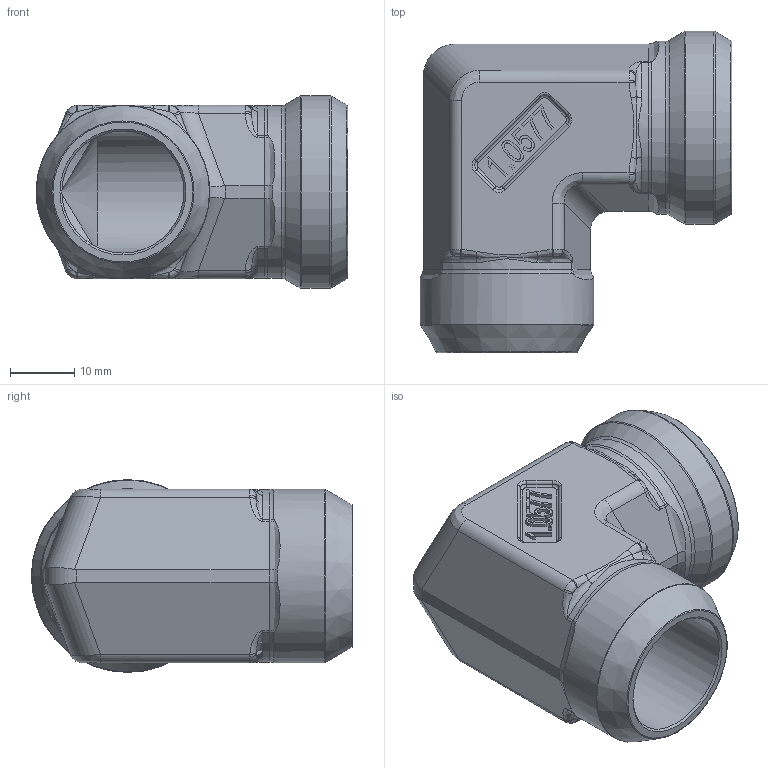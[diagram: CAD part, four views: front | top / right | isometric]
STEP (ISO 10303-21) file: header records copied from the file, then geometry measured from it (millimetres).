
FILE_DESCRIPTION(/* description */ (''),/* implementation_level */ '2;1');
FILE_NAME(/* name */ 'X-WAV22.stp',/* time_stamp */ '2025-01-16T11:45:28+01:00',/* author */ (''),/* organization */ (''),/* preprocessor_version */ 'ST-DEVELOPER v16',/* originating_system */ 'SIEMENS PLM Software NX 10.0',/* authorisation */ '');
FILE_SCHEMA (('AP203_CONFIGURATION_CONTROLLED_3D_DESIGN_OF_MECHANICAL_PARTS_AND_ASSEMBLIES_MIM_LF { 1 0 10303 403 2 1 2}'));
Length unit declared in the file: millimetre
Products named in the file (1): nwer41844EE665xe
Bounding box: 48.5 x 50 x 30 mm (x, y, z)
Volume: 20242.4 mm3; surface area: 10843.4 mm2
Topology: 1 solids, 1 shells, 309 faces, 781 edges, 488 vertices
Faces by surface type: plane 132, bspline 72, cylinder 48, torus 35, extrusion 13, cone 9
Full cylindrical faces by diameter (mm): 19 x2, 22.22 x1, 26.9 x1, 27 x1, 30 x1
Entity records: 11045 total; most frequent: CARTESIAN_POINT 4474, ORIENTED_EDGE 1506, DIRECTION 1089, EDGE_CURVE 753, VERTEX_POINT 481, AXIS2_PLACEMENT_3D 447, B_SPLINE_CURVE_WITH_KNOTS 362, EDGE_LOOP 345
